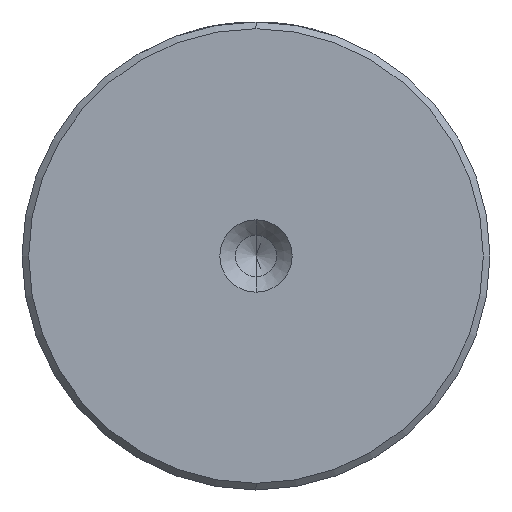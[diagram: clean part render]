
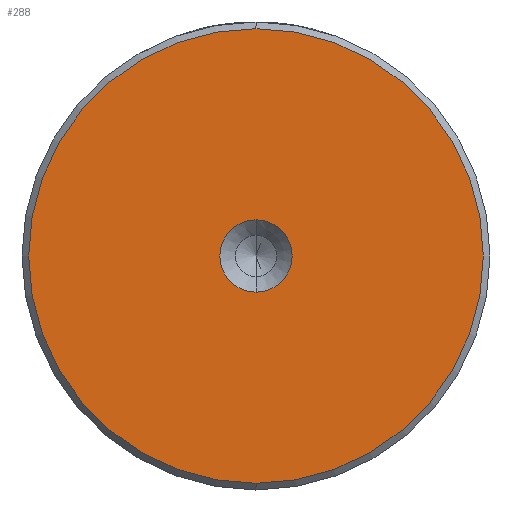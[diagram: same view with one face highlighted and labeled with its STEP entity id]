
A CAD part, left-side view. The second image highlights one B-rep face of the part: STEP entity #288.
In plain terms, the highlighted planar face has unit normal (-1, 0, 0).
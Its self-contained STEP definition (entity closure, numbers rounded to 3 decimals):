
#147 = EDGE_CURVE ( 'NONE', #2237, #2948, #758, .T. ) ;
#288 = ADVANCED_FACE ( 'NONE', ( #872, #2656 ), #1613, .T. ) ;
#504 = VERTEX_POINT ( 'NONE', #1016 ) ;
#506 = VERTEX_POINT ( 'NONE', #1265 ) ;
#758 = CIRCLE ( 'NONE', #2443, 17. ) ;
#827 = DIRECTION ( 'NONE',  ( -1., 0., 0. ) ) ;
#872 = FACE_OUTER_BOUND ( 'NONE', #1084, .T. ) ;
#908 = DIRECTION ( 'NONE',  ( 0., 0., 1. ) ) ;
#1016 = CARTESIAN_POINT ( 'NONE',  ( 0., 0., -2.7 ) ) ;
#1042 = AXIS2_PLACEMENT_3D ( 'NONE', #2640, #1258, #2860 ) ;
#1081 = DIRECTION ( 'NONE',  ( -1., 0., 0. ) ) ;
#1083 = DIRECTION ( 'NONE',  ( -1., 0., 0. ) ) ;
#1084 = EDGE_LOOP ( 'NONE', ( #1570, #2345 ) ) ;
#1258 = DIRECTION ( 'NONE',  ( -1., 0., 0. ) ) ;
#1265 = CARTESIAN_POINT ( 'NONE',  ( 0., 0., 2.7 ) ) ;
#1382 = AXIS2_PLACEMENT_3D ( 'NONE', #2475, #1081, #2704 ) ;
#1570 = ORIENTED_EDGE ( 'NONE', *, *, #147, .T. ) ;
#1606 = CARTESIAN_POINT ( 'NONE',  ( 0., 0., 0. ) ) ;
#1613 = PLANE ( 'NONE',  #2079 ) ;
#1938 = ORIENTED_EDGE ( 'NONE', *, *, #2516, .F. ) ;
#1939 = EDGE_CURVE ( 'NONE', #2948, #2237, #2044, .T. ) ;
#2044 = CIRCLE ( 'NONE', #1042, 17. ) ;
#2079 = AXIS2_PLACEMENT_3D ( 'NONE', #1606, #2309, #908 ) ;
#2136 = CIRCLE ( 'NONE', #1382, 2.7 ) ;
#2225 = CARTESIAN_POINT ( 'NONE',  ( 0., 0., 0. ) ) ;
#2237 = VERTEX_POINT ( 'NONE', #2889 ) ;
#2309 = DIRECTION ( 'NONE',  ( -1., 0., 0. ) ) ;
#2314 = EDGE_CURVE ( 'NONE', #506, #504, #2607, .T. ) ;
#2345 = ORIENTED_EDGE ( 'NONE', *, *, #1939, .T. ) ;
#2384 = AXIS2_PLACEMENT_3D ( 'NONE', #2477, #1083, #2705 ) ;
#2401 = EDGE_LOOP ( 'NONE', ( #2556, #1938 ) ) ;
#2443 = AXIS2_PLACEMENT_3D ( 'NONE', #2225, #827, #2458 ) ;
#2458 = DIRECTION ( 'NONE',  ( 0., 0., 1. ) ) ;
#2475 = CARTESIAN_POINT ( 'NONE',  ( 0., 0., 0. ) ) ;
#2477 = CARTESIAN_POINT ( 'NONE',  ( 0., 0., 0. ) ) ;
#2516 = EDGE_CURVE ( 'NONE', #504, #506, #2136, .T. ) ;
#2556 = ORIENTED_EDGE ( 'NONE', *, *, #2314, .F. ) ;
#2607 = CIRCLE ( 'NONE', #2384, 2.7 ) ;
#2640 = CARTESIAN_POINT ( 'NONE',  ( 0., 0., 0. ) ) ;
#2656 = FACE_BOUND ( 'NONE', #2401, .T. ) ;
#2661 = CARTESIAN_POINT ( 'NONE',  ( 0., 0., 17. ) ) ;
#2704 = DIRECTION ( 'NONE',  ( 0., 0., 1. ) ) ;
#2705 = DIRECTION ( 'NONE',  ( 0., 0., 1. ) ) ;
#2860 = DIRECTION ( 'NONE',  ( 0., 0., 1. ) ) ;
#2889 = CARTESIAN_POINT ( 'NONE',  ( 0., 0., -17. ) ) ;
#2948 = VERTEX_POINT ( 'NONE', #2661 ) ;
